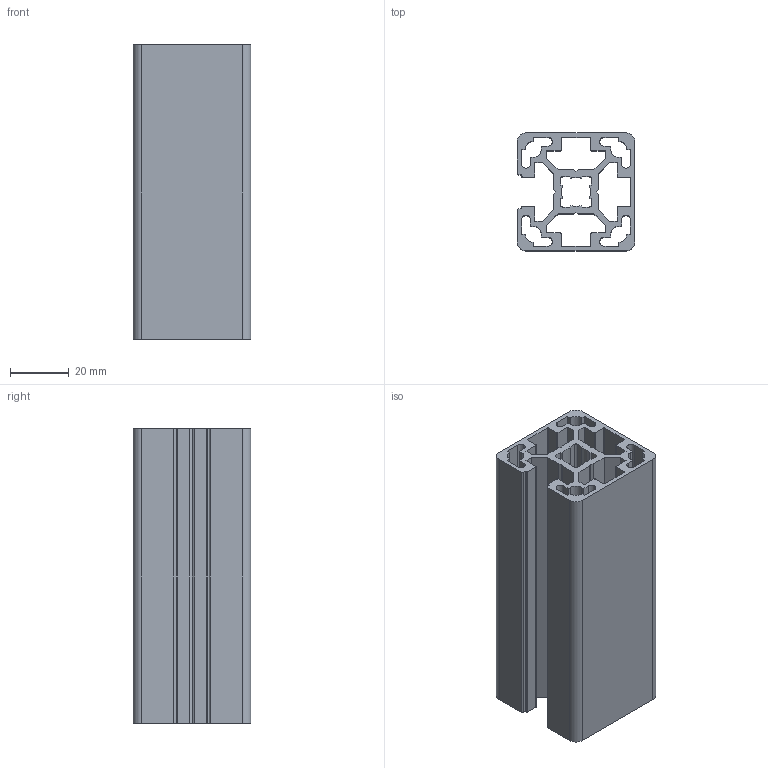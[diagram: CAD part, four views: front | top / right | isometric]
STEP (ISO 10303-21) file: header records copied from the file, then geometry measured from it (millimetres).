
FILE_DESCRIPTION (( 'STEP AP203' ), '1' );
FILE_NAME ('411993185_c_1.STEP', '2022-10-24T10:03:23', ( '' ), ( '' ), 'SwSTEP 2.0', 'SolidWorks 2014', '' );
FILE_SCHEMA (( 'CONFIG_CONTROL_DESIGN' ));
Length unit declared in the file: millimetre
Products named in the file (1): 411993185_c_1
Bounding box: 40 x 40 x 100 mm (x, y, z)
Volume: 61365.8 mm3; surface area: 57153.2 mm2
Topology: 1 solids, 1 shells, 159 faces, 471 edges, 314 vertices
Faces by surface type: plane 110, cylinder 49
Entity records: 5412 total; most frequent: CARTESIAN_POINT 945, ORIENTED_EDGE 942, DIRECTION 889, EDGE_CURVE 471, VECTOR 373, LINE 373, VERTEX_POINT 314, AXIS2_PLACEMENT_3D 258
